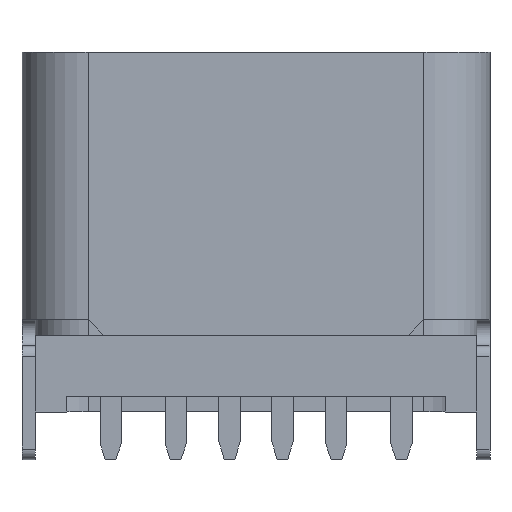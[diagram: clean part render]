
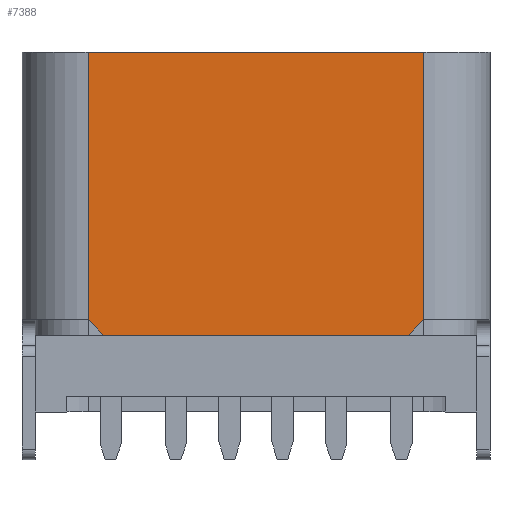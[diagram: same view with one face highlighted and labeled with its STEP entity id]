
A CAD part, front view. The second image highlights one B-rep face of the part: STEP entity #7388.
In plain terms, the highlighted planar face has unit normal (0, -1, 0).
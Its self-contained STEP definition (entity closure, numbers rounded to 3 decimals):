
#34 = AXIS2_PLACEMENT_3D ( 'NONE', #6973, #5190, #7018 ) ;
#81 = ORIENTED_EDGE ( 'NONE', *, *, #4799, .F. ) ;
#229 = CARTESIAN_POINT ( 'NONE',  ( -2.875, -1.555, 1.45 ) ) ;
#322 = LINE ( 'NONE', #2879, #8159 ) ;
#430 = DIRECTION ( 'NONE',  ( 0.707, 0., -0.707 ) ) ;
#447 = EDGE_CURVE ( 'NONE', #6433, #3037, #322, .T. ) ;
#629 = VECTOR ( 'NONE', #4543, 1000. ) ;
#749 = ORIENTED_EDGE ( 'NONE', *, *, #447, .F. ) ;
#770 = LINE ( 'NONE', #2535, #7830 ) ;
#789 = DIRECTION ( 'NONE',  ( -0.707, 0., -0.707 ) ) ;
#1074 = CARTESIAN_POINT ( 'NONE',  ( 0., -1.555, 1.45 ) ) ;
#1250 = EDGE_CURVE ( 'NONE', #6433, #6561, #4502, .T. ) ;
#1312 = CARTESIAN_POINT ( 'NONE',  ( 3.175, -1.555, -2.5 ) ) ;
#1622 = LINE ( 'NONE', #4166, #5891 ) ;
#2025 = VERTEX_POINT ( 'NONE', #229 ) ;
#2535 = CARTESIAN_POINT ( 'NONE',  ( -3.175, -1.555, -2.5 ) ) ;
#2562 = FACE_OUTER_BOUND ( 'NONE', #4058, .T. ) ;
#2879 = CARTESIAN_POINT ( 'NONE',  ( 6.313, -1.555, 4.887 ) ) ;
#3037 = VERTEX_POINT ( 'NONE', #3322 ) ;
#3294 = CARTESIAN_POINT ( 'NONE',  ( -3.175, -1.555, 1.75 ) ) ;
#3322 = CARTESIAN_POINT ( 'NONE',  ( 2.875, -1.555, 1.45 ) ) ;
#3350 = ORIENTED_EDGE ( 'NONE', *, *, #3658, .F. ) ;
#3608 = LINE ( 'NONE', #6227, #6908 ) ;
#3658 = EDGE_CURVE ( 'NONE', #7713, #6561, #1622, .T. ) ;
#4007 = EDGE_CURVE ( 'NONE', #6756, #2025, #3608, .T. ) ;
#4058 = EDGE_LOOP ( 'NONE', ( #81, #4174, #5279, #749, #8296, #3350 ) ) ;
#4166 = CARTESIAN_POINT ( 'NONE',  ( 3.175, -1.555, 6.8 ) ) ;
#4174 = ORIENTED_EDGE ( 'NONE', *, *, #4007, .T. ) ;
#4215 = DIRECTION ( 'NONE',  ( 1., 0., 0. ) ) ;
#4502 = LINE ( 'NONE', #1312, #629 ) ;
#4543 = DIRECTION ( 'NONE',  ( 0., 0., 1. ) ) ;
#4729 = EDGE_CURVE ( 'NONE', #2025, #3037, #6198, .T. ) ;
#4799 = EDGE_CURVE ( 'NONE', #6756, #7713, #770, .T. ) ;
#4975 = DIRECTION ( 'NONE',  ( 1., 0., 0. ) ) ;
#5190 = DIRECTION ( 'NONE',  ( 0., -1., 0. ) ) ;
#5236 = CARTESIAN_POINT ( 'NONE',  ( 3.175, -1.555, 6.8 ) ) ;
#5279 = ORIENTED_EDGE ( 'NONE', *, *, #4729, .T. ) ;
#5887 = DIRECTION ( 'NONE',  ( 0., 0., 1. ) ) ;
#5891 = VECTOR ( 'NONE', #4215, 1000. ) ;
#6139 = CARTESIAN_POINT ( 'NONE',  ( -3.175, -1.555, 6.8 ) ) ;
#6198 = LINE ( 'NONE', #1074, #7138 ) ;
#6227 = CARTESIAN_POINT ( 'NONE',  ( -6.312, -1.555, 4.887 ) ) ;
#6345 = CARTESIAN_POINT ( 'NONE',  ( 3.175, -1.555, 1.75 ) ) ;
#6433 = VERTEX_POINT ( 'NONE', #6345 ) ;
#6457 = PLANE ( 'NONE',  #34 ) ;
#6561 = VERTEX_POINT ( 'NONE', #5236 ) ;
#6756 = VERTEX_POINT ( 'NONE', #3294 ) ;
#6908 = VECTOR ( 'NONE', #430, 1000. ) ;
#6973 = CARTESIAN_POINT ( 'NONE',  ( 0., -1.555, -2.5 ) ) ;
#7018 = DIRECTION ( 'NONE',  ( 1., 0., 0. ) ) ;
#7138 = VECTOR ( 'NONE', #4975, 1000. ) ;
#7388 = ADVANCED_FACE ( 'NONE', ( #2562 ), #6457, .T. ) ;
#7713 = VERTEX_POINT ( 'NONE', #6139 ) ;
#7830 = VECTOR ( 'NONE', #5887, 1000. ) ;
#8159 = VECTOR ( 'NONE', #789, 1000. ) ;
#8296 = ORIENTED_EDGE ( 'NONE', *, *, #1250, .T. ) ;
